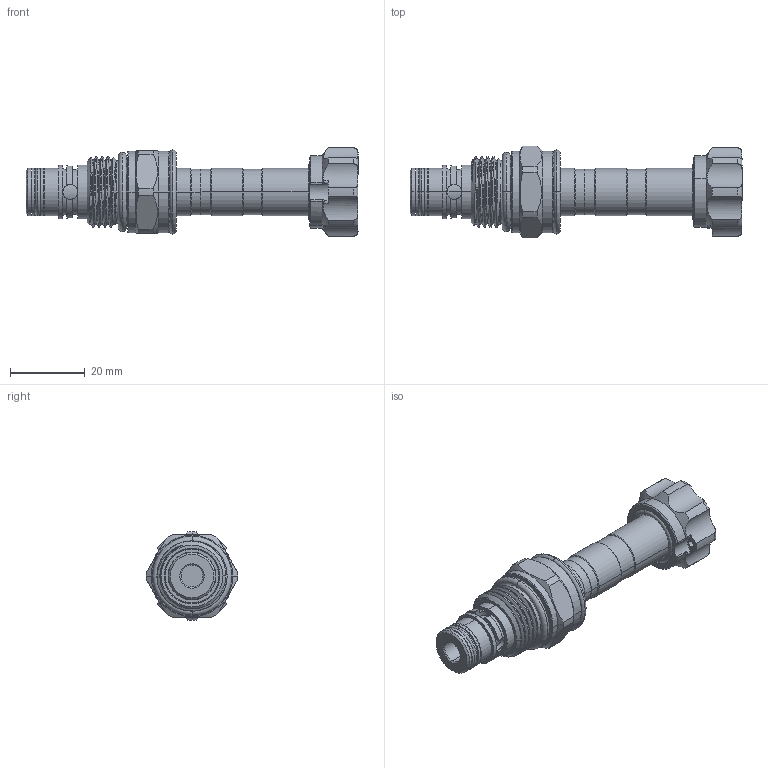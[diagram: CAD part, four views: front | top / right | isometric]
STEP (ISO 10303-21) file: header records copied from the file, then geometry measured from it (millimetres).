
FILE_DESCRIPTION (( 'STEP AP203' ), '1' );
FILE_NAME ('EP08W2A52N04.STEP', '2016-08-15T08:15:35', ( '' ), ( '' ), 'SwSTEP 2.0', 'SolidWorks 2012', '' );
FILE_SCHEMA (( 'CONFIG_CONTROL_DESIGN' ));
Length unit declared in the file: millimetre
Products named in the file (1): EP08W2A52N04
Bounding box: 89.13 x 24.65 x 23.79 mm (x, y, z)
Volume: 18709.9 mm3; surface area: 8224.8 mm2
Topology: 7 solids, 7 shells, 226 faces, 545 edges, 338 vertices
Faces by surface type: cylinder 112, plane 39, cone 36, torus 34, bspline 5
Entity records: 8962 total; most frequent: CARTESIAN_POINT 3668, DIRECTION 1121, ORIENTED_EDGE 1090, EDGE_CURVE 545, AXIS2_PLACEMENT_3D 478, VERTEX_POINT 338, CIRCLE 256, EDGE_LOOP 245
